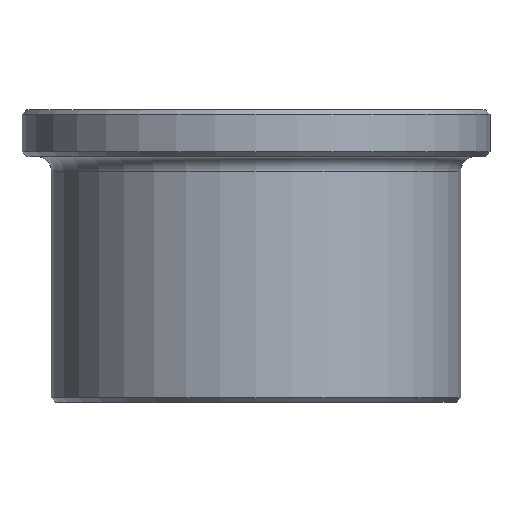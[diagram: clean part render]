
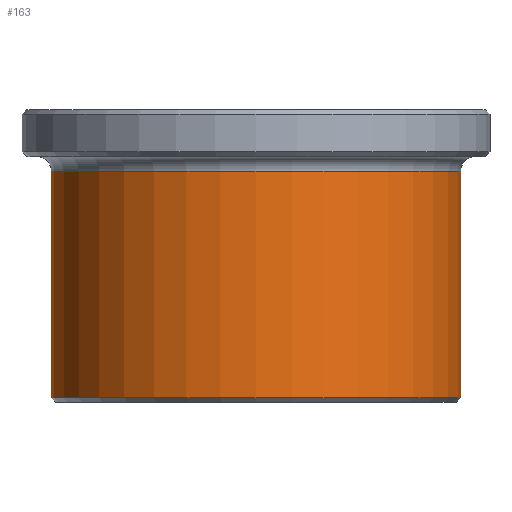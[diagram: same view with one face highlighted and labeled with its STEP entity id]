
A CAD part, front view. The second image highlights one B-rep face of the part: STEP entity #163.
In plain terms, the highlighted cylindrical face has radius 35 mm (diameter 70 mm), a full revolution.
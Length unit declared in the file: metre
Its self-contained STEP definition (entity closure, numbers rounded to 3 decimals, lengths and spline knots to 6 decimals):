
#163=ADVANCED_FACE('',(#199,#200),#201,.T.);
#199=FACE_OUTER_BOUND('',#817,.T.);
#200=FACE_OUTER_BOUND('',#818,.T.);
#201=CYLINDRICAL_SURFACE('',#819,0.035);
#817=EDGE_LOOP('',(#1466));
#818=EDGE_LOOP('',(#1467));
#819=AXIS2_PLACEMENT_3D('',#1468,#1469,#1470);
#1466=ORIENTED_EDGE('',*,*,#1519,.T.);
#1467=ORIENTED_EDGE('',*,*,#1520,.F.);
#1468=CARTESIAN_POINT('',(0.0,0.0,0.));
#1469=DIRECTION('',(0.0,0.,-1.0));
#1470=DIRECTION('',(0.0,1.0,0.));
#1519=EDGE_CURVE('',#1558,#1558,#1559,.T.);
#1520=EDGE_CURVE('',#1560,#1560,#1561,.T.);
#1558=VERTEX_POINT('',#1830);
#1559=CIRCLE('',#1831,0.035);
#1560=VERTEX_POINT('',#1832);
#1561=CIRCLE('',#1833,0.035);
#1830=CARTESIAN_POINT('',(0.0,0.035,0.0395));
#1831=AXIS2_PLACEMENT_3D('',#1877,#1878,#1879);
#1832=CARTESIAN_POINT('',(0.0,0.035,0.0008));
#1833=AXIS2_PLACEMENT_3D('',#1880,#1881,#1882);
#1877=CARTESIAN_POINT('',(0.0,0.0,0.0395));
#1878=DIRECTION('',(0.0,0.,-1.0));
#1879=DIRECTION('',(0.0,1.0,0.));
#1880=CARTESIAN_POINT('',(0.0,0.0,0.0008));
#1881=DIRECTION('',(0.0,0.,-1.0));
#1882=DIRECTION('',(0.0,1.0,0.));
